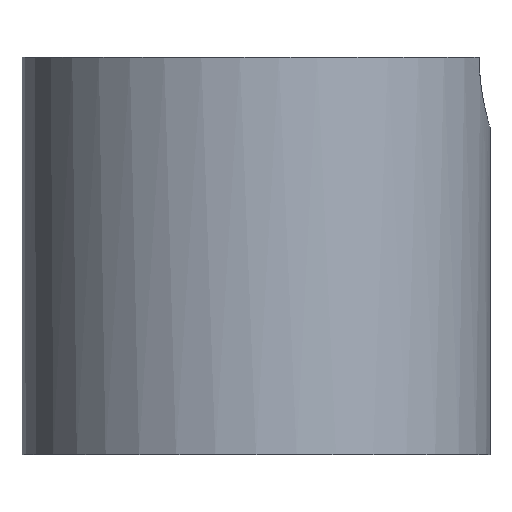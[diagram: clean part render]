
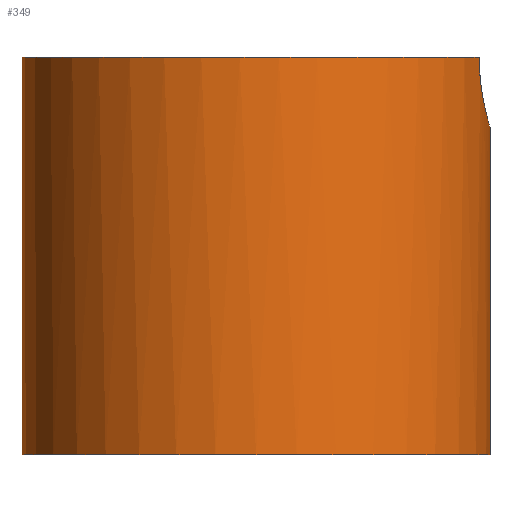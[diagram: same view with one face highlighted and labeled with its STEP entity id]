
A CAD part, front view. The second image highlights one B-rep face of the part: STEP entity #349.
In plain terms, the highlighted cylindrical face has radius 10 mm (diameter 20 mm), a partial arc.
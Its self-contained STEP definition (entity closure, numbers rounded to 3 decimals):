
#2 = CARTESIAN_POINT ( 'NONE',  ( 9.587, -2.844, 11.026 ) ) ;
#4 = CARTESIAN_POINT ( 'NONE',  ( -10., 0., 12. ) ) ;
#16 = CARTESIAN_POINT ( 'NONE',  ( 10., 0., 9. ) ) ;
#18 = EDGE_CURVE ( 'NONE', #347, #343, #191, .T. ) ;
#21 = CARTESIAN_POINT ( 'NONE',  ( 9.539, -3., 12. ) ) ;
#37 = DIRECTION ( 'NONE',  ( 1., 0., 0. ) ) ;
#49 = AXIS2_PLACEMENT_3D ( 'NONE', #196, #353, #304 ) ;
#52 = CARTESIAN_POINT ( 'NONE',  ( 9.832, -1.831, 9.615 ) ) ;
#57 = CIRCLE ( 'NONE', #83, 10. ) ;
#64 = CARTESIAN_POINT ( 'NONE',  ( 0., 0., 12. ) ) ;
#72 = ORIENTED_EDGE ( 'NONE', *, *, #18, .T. ) ;
#79 = CARTESIAN_POINT ( 'NONE',  ( 9.954, -0.971, 9.155 ) ) ;
#80 = FACE_OUTER_BOUND ( 'NONE', #182, .T. ) ;
#83 = AXIS2_PLACEMENT_3D ( 'NONE', #64, #284, #37 ) ;
#102 = EDGE_CURVE ( 'NONE', #103, #214, #195, .T. ) ;
#103 = VERTEX_POINT ( 'NONE', #303 ) ;
#105 = DIRECTION ( 'NONE',  ( 0., 0., -1. ) ) ;
#106 = ORIENTED_EDGE ( 'NONE', *, *, #102, .T. ) ;
#108 = CARTESIAN_POINT ( 'NONE',  ( 0., 0., 12. ) ) ;
#115 = CARTESIAN_POINT ( 'NONE',  ( 9.912, -1.334, 9.306 ) ) ;
#116 = LINE ( 'NONE', #280, #278 ) ;
#126 = EDGE_CURVE ( 'NONE', #347, #214, #116, .T. ) ;
#138 = CARTESIAN_POINT ( 'NONE',  ( 9.971, -0.78, 9.097 ) ) ;
#139 = CARTESIAN_POINT ( 'NONE',  ( 9.887, -1.505, 9.398 ) ) ;
#143 = CARTESIAN_POINT ( 'NONE',  ( 9.539, -3., 11.801 ) ) ;
#153 = CARTESIAN_POINT ( 'NONE',  ( -10., 0., 12. ) ) ;
#156 = ORIENTED_EDGE ( 'NONE', *, *, #224, .T. ) ;
#163 = ORIENTED_EDGE ( 'NONE', *, *, #175, .F. ) ;
#173 = LINE ( 'NONE', #4, #307 ) ;
#175 = EDGE_CURVE ( 'NONE', #234, #343, #57, .T. ) ;
#182 = EDGE_LOOP ( 'NONE', ( #300, #72, #163, #156, #106 ) ) ;
#191 = B_SPLINE_CURVE_WITH_KNOTS ( 'NONE', 3,
 ( #241, #217, #250, #138, #79, #115, #139, #52, #306, #243, #273, #2, #351, #200, #143, #328 ),
 .UNSPECIFIED., .F., .F.,
 ( 4, 2, 2, 2, 2, 2, 2, 4 ),
 ( 0.005, 0.005, 0.006, 0.006, 0.007, 0.008, 0.009, 0.009 ),
 .UNSPECIFIED. ) ;
#195 = CIRCLE ( 'NONE', #49, 10. ) ;
#196 = CARTESIAN_POINT ( 'NONE',  ( 0., 0., -5. ) ) ;
#200 = CARTESIAN_POINT ( 'NONE',  ( 9.546, -2.98, 11.604 ) ) ;
#214 = VERTEX_POINT ( 'NONE', #311 ) ;
#217 = CARTESIAN_POINT ( 'NONE',  ( 10., -0.199, 9. ) ) ;
#222 = DIRECTION ( 'NONE',  ( 0., 0., -1. ) ) ;
#224 = EDGE_CURVE ( 'NONE', #234, #103, #173, .T. ) ;
#234 = VERTEX_POINT ( 'NONE', #153 ) ;
#235 = DIRECTION ( 'NONE',  ( -1., 0., 0. ) ) ;
#241 = CARTESIAN_POINT ( 'NONE',  ( 10., 0., 9. ) ) ;
#243 = CARTESIAN_POINT ( 'NONE',  ( 9.713, -2.396, 10.153 ) ) ;
#250 = CARTESIAN_POINT ( 'NONE',  ( 9.994, -0.395, 9.02 ) ) ;
#273 = CARTESIAN_POINT ( 'NONE',  ( 9.652, -2.619, 10.486 ) ) ;
#278 = VECTOR ( 'NONE', #222, 1000. ) ;
#280 = CARTESIAN_POINT ( 'NONE',  ( 10., 0., 12. ) ) ;
#282 = DIRECTION ( 'NONE',  ( 0., 0., -1. ) ) ;
#284 = DIRECTION ( 'NONE',  ( 0., 0., 1. ) ) ;
#285 = AXIS2_PLACEMENT_3D ( 'NONE', #108, #105, #235 ) ;
#297 = CYLINDRICAL_SURFACE ( 'NONE', #285, 10. ) ;
#300 = ORIENTED_EDGE ( 'NONE', *, *, #126, .F. ) ;
#303 = CARTESIAN_POINT ( 'NONE',  ( -10., 0., -5. ) ) ;
#304 = DIRECTION ( 'NONE',  ( 1., 0., 0. ) ) ;
#306 = CARTESIAN_POINT ( 'NONE',  ( 9.802, -1.984, 9.741 ) ) ;
#307 = VECTOR ( 'NONE', #282, 1000. ) ;
#311 = CARTESIAN_POINT ( 'NONE',  ( 10., 0., -5. ) ) ;
#328 = CARTESIAN_POINT ( 'NONE',  ( 9.539, -3., 12. ) ) ;
#343 = VERTEX_POINT ( 'NONE', #21 ) ;
#347 = VERTEX_POINT ( 'NONE', #16 ) ;
#349 = ADVANCED_FACE ( 'NONE', ( #80 ), #297, .T. ) ;
#351 = CARTESIAN_POINT ( 'NONE',  ( 9.57, -2.902, 11.216 ) ) ;
#353 = DIRECTION ( 'NONE',  ( 0., 0., 1. ) ) ;
